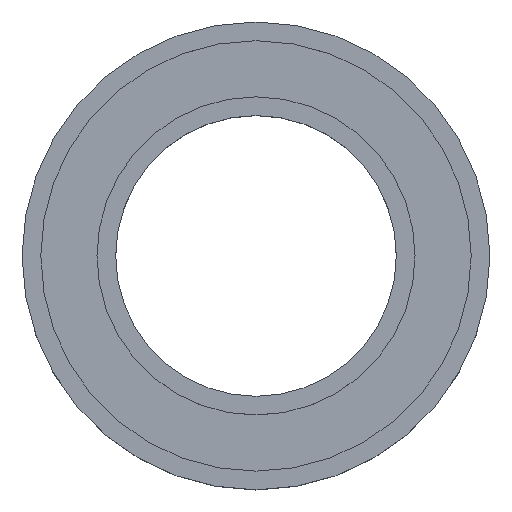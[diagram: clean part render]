
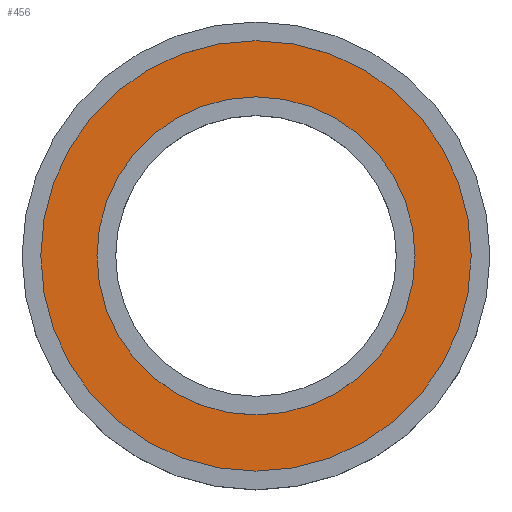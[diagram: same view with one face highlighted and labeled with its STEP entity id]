
A CAD part, top view. The second image highlights one B-rep face of the part: STEP entity #456.
In plain terms, the highlighted planar face has unit normal (0, 0, 1).
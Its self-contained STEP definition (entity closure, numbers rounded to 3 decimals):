
#2 = DIRECTION ( 'NONE',  ( 1., 0., 0. ) ) ;
#25 = AXIS2_PLACEMENT_3D ( 'NONE', #486, #355, #59 ) ;
#33 = CIRCLE ( 'NONE', #74, 23. ) ;
#38 = CARTESIAN_POINT ( 'NONE',  ( 0., 0., 4. ) ) ;
#54 = CIRCLE ( 'NONE', #62, 17. ) ;
#59 = DIRECTION ( 'NONE',  ( 1., 0., 0. ) ) ;
#62 = AXIS2_PLACEMENT_3D ( 'NONE', #38, #474, #2 ) ;
#66 = AXIS2_PLACEMENT_3D ( 'NONE', #289, #131, #153 ) ;
#74 = AXIS2_PLACEMENT_3D ( 'NONE', #269, #515, #316 ) ;
#96 = CARTESIAN_POINT ( 'NONE',  ( -23., 0., 4. ) ) ;
#104 = AXIS2_PLACEMENT_3D ( 'NONE', #391, #393, #411 ) ;
#105 = ORIENTED_EDGE ( 'NONE', *, *, #164, .T. ) ;
#106 = CARTESIAN_POINT ( 'NONE',  ( 23., 0., 4. ) ) ;
#131 = DIRECTION ( 'NONE',  ( 0., 0., -1. ) ) ;
#153 = DIRECTION ( 'NONE',  ( 1., 0., 0. ) ) ;
#164 = EDGE_CURVE ( 'NONE', #436, #276, #373, .T. ) ;
#197 = EDGE_CURVE ( 'NONE', #276, #436, #33, .T. ) ;
#214 = EDGE_CURVE ( 'NONE', #225, #494, #271, .T. ) ;
#223 = EDGE_CURVE ( 'NONE', #494, #225, #54, .T. ) ;
#225 = VERTEX_POINT ( 'NONE', #323 ) ;
#258 = EDGE_LOOP ( 'NONE', ( #342, #422 ) ) ;
#262 = ORIENTED_EDGE ( 'NONE', *, *, #197, .T. ) ;
#269 = CARTESIAN_POINT ( 'NONE',  ( 0., 0., 4. ) ) ;
#271 = CIRCLE ( 'NONE', #66, 17. ) ;
#276 = VERTEX_POINT ( 'NONE', #106 ) ;
#289 = CARTESIAN_POINT ( 'NONE',  ( 0., 0., 4. ) ) ;
#301 = EDGE_LOOP ( 'NONE', ( #262, #105 ) ) ;
#316 = DIRECTION ( 'NONE',  ( 1., 0., 0. ) ) ;
#323 = CARTESIAN_POINT ( 'NONE',  ( 17., 0., 4. ) ) ;
#342 = ORIENTED_EDGE ( 'NONE', *, *, #214, .T. ) ;
#355 = DIRECTION ( 'NONE',  ( 0., 0., 1. ) ) ;
#366 = FACE_BOUND ( 'NONE', #258, .T. ) ;
#372 = FACE_OUTER_BOUND ( 'NONE', #301, .T. ) ;
#373 = CIRCLE ( 'NONE', #104, 23. ) ;
#391 = CARTESIAN_POINT ( 'NONE',  ( 0., 0., 4. ) ) ;
#393 = DIRECTION ( 'NONE',  ( 0., 0., 1. ) ) ;
#411 = DIRECTION ( 'NONE',  ( 1., 0., 0. ) ) ;
#422 = ORIENTED_EDGE ( 'NONE', *, *, #223, .T. ) ;
#428 = CARTESIAN_POINT ( 'NONE',  ( -17., 0., 4. ) ) ;
#430 = PLANE ( 'NONE',  #25 ) ;
#436 = VERTEX_POINT ( 'NONE', #96 ) ;
#456 = ADVANCED_FACE ( 'NONE', ( #366, #372 ), #430, .T. ) ;
#474 = DIRECTION ( 'NONE',  ( 0., 0., -1. ) ) ;
#486 = CARTESIAN_POINT ( 'NONE',  ( 0., 0., 4. ) ) ;
#494 = VERTEX_POINT ( 'NONE', #428 ) ;
#515 = DIRECTION ( 'NONE',  ( 0., 0., 1. ) ) ;
